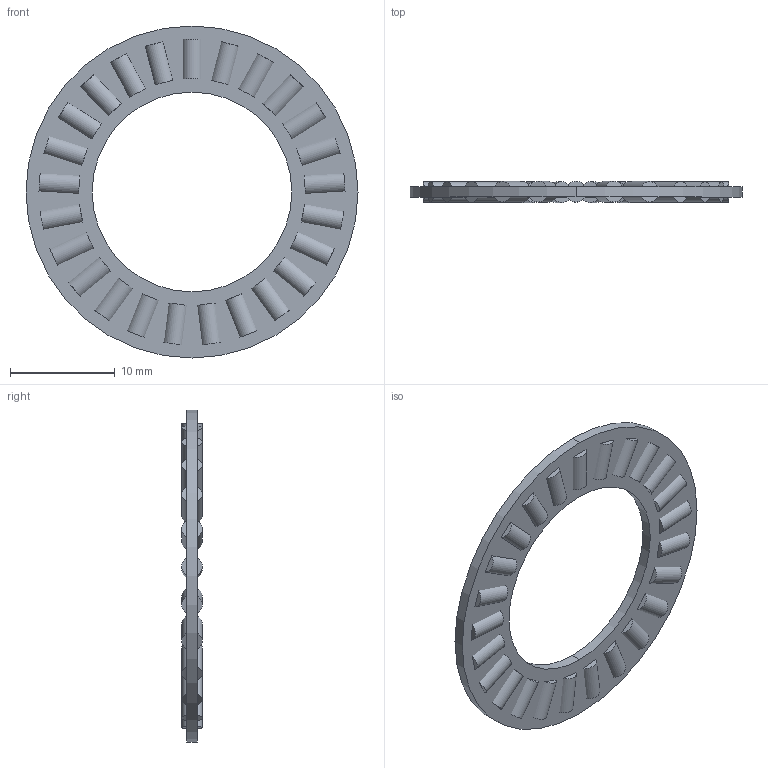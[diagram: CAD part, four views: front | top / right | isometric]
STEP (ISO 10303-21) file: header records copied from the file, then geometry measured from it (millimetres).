
FILE_DESCRIPTION (( 'STEP AP203' ), '1' );
FILE_NAME ('5909K33_Needle-Roller Thrust Bearing.STEP', '2022-05-25T14:36:49', ( 'Administrator' ), ( 'Managed by Terraform' ), 'SwSTEP 2.0', 'SolidWorks 2017', '' );
FILE_SCHEMA (( 'CONFIG_CONTROL_DESIGN' ));
Length unit declared in the file: inch
Products named in the file (1): 5909K33_Needle-Roller Thrust Bearing
Bounding box: 31.75 x 1.98 x 31.75 mm (x, y, z)
Volume: 616 mm3; surface area: 1880.2 mm2
Topology: 26 solids, 26 shells, 231 faces, 537 edges, 358 vertices
Faces by surface type: cylinder 129, plane 102
Entity records: 6822 total; most frequent: DIRECTION 1259, CARTESIAN_POINT 1127, ORIENTED_EDGE 1074, EDGE_CURVE 537, AXIS2_PLACEMENT_3D 490, VERTEX_POINT 358, EDGE_LOOP 283, VECTOR 279
